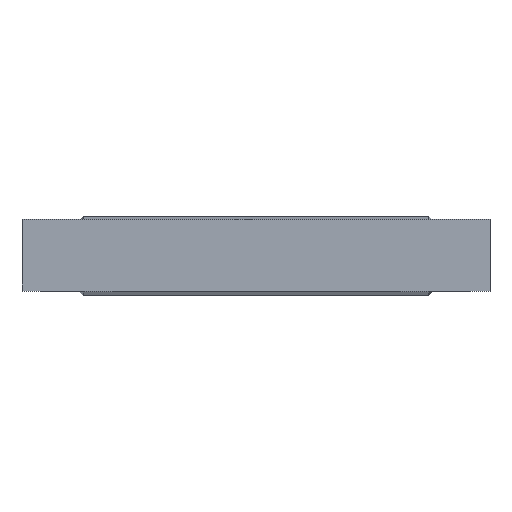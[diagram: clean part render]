
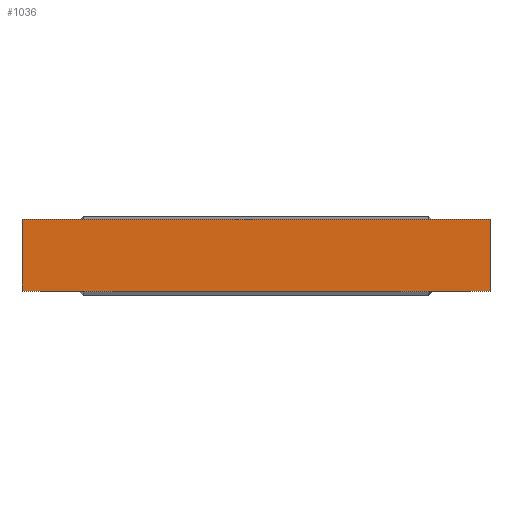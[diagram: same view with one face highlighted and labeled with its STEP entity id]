
A CAD part, top view. The second image highlights one B-rep face of the part: STEP entity #1036.
In plain terms, the highlighted planar face has unit normal (0, 0, 1).
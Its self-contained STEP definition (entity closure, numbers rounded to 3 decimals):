
#78=FACE_OUTER_BOUND('',#134,.T.);
#134=EDGE_LOOP('',(#917,#918,#919,#920));
#149=LINE('',#1411,#285);
#258=LINE('',#1637,#394);
#270=LINE('',#1666,#406);
#271=LINE('',#1668,#407);
#285=VECTOR('',#1135,10.5);
#394=VECTOR('',#1334,10.5);
#406=VECTOR('',#1374,10.5);
#407=VECTOR('',#1377,10.5);
#420=VERTEX_POINT('',#1408);
#421=VERTEX_POINT('',#1410);
#492=VERTEX_POINT('',#1634);
#493=VERTEX_POINT('',#1636);
#509=EDGE_CURVE('',#421,#420,#149,.T.);
#623=EDGE_CURVE('',#492,#493,#258,.T.);
#638=EDGE_CURVE('',#420,#493,#270,.T.);
#639=EDGE_CURVE('',#421,#492,#271,.T.);
#917=ORIENTED_EDGE('',*,*,#509,.T.);
#918=ORIENTED_EDGE('',*,*,#638,.T.);
#919=ORIENTED_EDGE('',*,*,#623,.F.);
#920=ORIENTED_EDGE('',*,*,#639,.F.);
#980=PLANE('',#1114);
#1036=ADVANCED_FACE('',(#78),#980,.T.);
#1114=AXIS2_PLACEMENT_3D('',#1667,#1375,#1376);
#1135=DIRECTION('',(1.,0.,0.));
#1334=DIRECTION('',(1.,0.,0.));
#1374=DIRECTION('',(0.,1.,0.));
#1375=DIRECTION('center_axis',(0.,0.,
1.));
#1376=DIRECTION('ref_axis',(1.,0.,0.));
#1377=DIRECTION('',(0.,1.,0.));
#1408=CARTESIAN_POINT('',(70.25,-11.,376.95));
#1410=CARTESIAN_POINT('',(-66.25,-11.,376.95));
#1411=CARTESIAN_POINT('',(-66.25,-11.,376.95));
#1634=CARTESIAN_POINT('',(-66.25,10.,376.95));
#1636=CARTESIAN_POINT('',(70.25,10.,376.95));
#1637=CARTESIAN_POINT('',(-66.25,10.,376.95));
#1666=CARTESIAN_POINT('',(70.25,-11.,376.95));
#1667=CARTESIAN_POINT('Origin',(-66.25,-11.,376.95));
#1668=CARTESIAN_POINT('',(-66.25,-11.,376.95));
